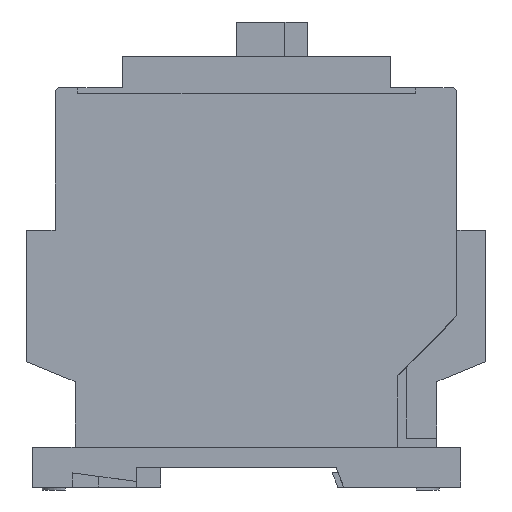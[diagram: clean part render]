
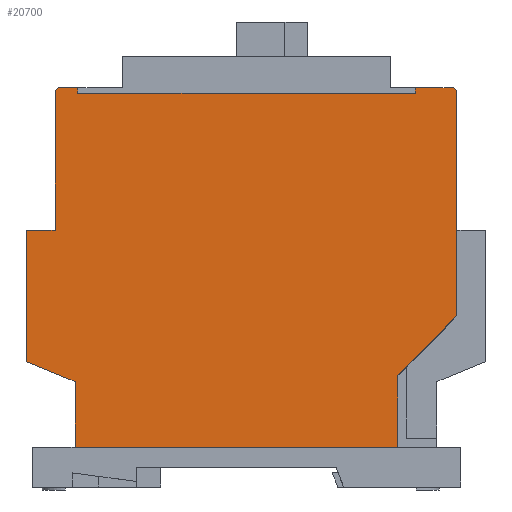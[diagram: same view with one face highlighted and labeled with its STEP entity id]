
A CAD part, left-side view. The second image highlights one B-rep face of the part: STEP entity #20700.
In plain terms, the highlighted planar face has unit normal (-1, 0, 0).
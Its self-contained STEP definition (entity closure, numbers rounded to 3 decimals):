
#12425=DIRECTION('',(0.,-1.,0.));
#12426=VECTOR('',#12425,56.505);
#12427=CARTESIAN_POINT('',(-22.52,30.05,
7.025));
#12428=LINE('',#12427,#12426);
#12435=CARTESIAN_POINT('',(-22.52,-26.455,
7.024));
#13339=DIRECTION('',(0.,0.,1.));
#13340=VECTOR('',#13339,39.);
#13341=CARTESIAN_POINT('',(-22.52,-36.856,
30.024));
#13342=LINE('',#13341,#13340);
#13435=DIRECTION('',(0.,-1.,0.));
#13436=VECTOR('',#13435,59.1);
#13437=CARTESIAN_POINT('',(-22.52,29.55,
69.024));
#13438=LINE('',#13437,#13436);
#13442=DIRECTION('',(0.,0.,1.));
#13443=VECTOR('',#13442,1.);
#13444=CARTESIAN_POINT('',(-22.52,-29.55,
69.024));
#13445=LINE('',#13444,#13443);
#13449=CARTESIAN_POINT('',(-22.52,-35.856,
69.024));
#13450=DIRECTION('',(1.,0.,0.));
#13451=DIRECTION('',(0.,0.,1.));
#13452=AXIS2_PLACEMENT_3D('',#13449,#13450,#13451);
#13457=DIRECTION('',(0.,0.704,-0.71));
#13458=VECTOR('',#13457,14.78);
#13459=CARTESIAN_POINT('',(-22.52,-36.856,
30.024));
#13460=LINE('',#13459,#13458);
#13464=DIRECTION('',(0.,0.,-1.));
#13465=VECTOR('',#13464,12.499);
#13466=CARTESIAN_POINT('',(-22.52,-26.455,
19.524));
#13467=LINE('',#13466,#13465);
#13471=DIRECTION('',(0.,0.,1.));
#13472=VECTOR('',#13471,11.499);
#13473=CARTESIAN_POINT('',(-22.52,30.05,
7.025));
#13474=LINE('',#13473,#13472);
#13478=DIRECTION('',(0.,0.925,0.381));
#13479=VECTOR('',#13478,9.192);
#13480=CARTESIAN_POINT('',(-22.52,30.05,
18.524));
#13481=LINE('',#13480,#13479);
#13485=DIRECTION('',(0.,-1.,0.));
#13486=VECTOR('',#13485,5.);
#13487=CARTESIAN_POINT('',(-22.52,38.55,
45.024));
#13488=LINE('',#13487,#13486);
#13492=DIRECTION('',(0.,0.,1.));
#13493=VECTOR('',#13492,24.);
#13494=CARTESIAN_POINT('',(-22.52,33.55,
45.024));
#13495=LINE('',#13494,#13493);
#13499=CARTESIAN_POINT('',(-22.52,32.55,
69.024));
#13500=DIRECTION('',(1.,0.,0.));
#13501=DIRECTION('',(0.,1.,0.));
#13502=AXIS2_PLACEMENT_3D('',#13499,#13500,#13501);
#13592=DIRECTION('',(0.,1.,0.));
#13593=VECTOR('',#13592,6.306);
#13594=CARTESIAN_POINT('',(-22.52,-35.856,
70.024));
#13595=LINE('',#13594,#13593);
#13599=DIRECTION('',(0.,0.,1.));
#13600=VECTOR('',#13599,1.);
#13601=CARTESIAN_POINT('',(-22.52,29.55,
69.024));
#13602=LINE('',#13601,#13600);
#13613=DIRECTION('',(0.,1.,0.));
#13614=VECTOR('',#13613,3.);
#13615=CARTESIAN_POINT('',(-22.52,29.55,
70.024));
#13616=LINE('',#13615,#13614);
#13690=DIRECTION('',(0.,0.,-1.));
#13691=VECTOR('',#13690,23.);
#13692=CARTESIAN_POINT('',(-22.52,38.55,
45.024));
#13693=LINE('',#13692,#13691);
#17072=CARTESIAN_POINT('',(-22.52,30.05,
18.524));
#17073=VERTEX_POINT('',#17072);
#17074=CARTESIAN_POINT('',(-22.52,30.05,
7.025));
#17075=VERTEX_POINT('',#17074);
#17257=VERTEX_POINT('',#12435);
#17262=CARTESIAN_POINT('',(-22.52,-26.455,
19.524));
#17263=VERTEX_POINT('',#17262);
#17407=CARTESIAN_POINT('',(-22.52,29.55,
70.024));
#17409=VERTEX_POINT('',#17407);
#17410=CARTESIAN_POINT('',(-22.52,32.55,
70.024));
#17411=VERTEX_POINT('',#17410);
#17415=CARTESIAN_POINT('',(-22.52,-29.55,
70.024));
#17417=VERTEX_POINT('',#17415);
#17420=CARTESIAN_POINT('',(-22.52,-35.856,
70.024));
#17421=VERTEX_POINT('',#17420);
#17486=CARTESIAN_POINT('',(-22.52,-36.856,
30.024));
#17487=VERTEX_POINT('',#17486);
#17488=CARTESIAN_POINT('',(-22.52,-36.856,
69.024));
#17489=VERTEX_POINT('',#17488);
#17496=CARTESIAN_POINT('',(-22.52,-29.55,
69.024));
#17497=VERTEX_POINT('',#17496);
#17498=CARTESIAN_POINT('',(-22.52,29.55,
69.024));
#17499=VERTEX_POINT('',#17498);
#17500=CARTESIAN_POINT('',(-22.52,38.55,
22.024));
#17501=VERTEX_POINT('',#17500);
#17502=CARTESIAN_POINT('',(-22.52,38.55,
45.024));
#17503=VERTEX_POINT('',#17502);
#17504=CARTESIAN_POINT('',(-22.52,33.55,
45.024));
#17505=VERTEX_POINT('',#17504);
#17506=CARTESIAN_POINT('',(-22.52,33.55,
69.024));
#17507=VERTEX_POINT('',#17506);
#20666=CARTESIAN_POINT('',(-22.52,3.698,
0.712));
#20667=DIRECTION('',(-1.,0.,0.));
#20668=DIRECTION('',(0.,1.,0.));
#20669=AXIS2_PLACEMENT_3D('',#20666,#20667,#20668);
#20670=PLANE('',#20669);
#20672=ORIENTED_EDGE('',*,*,#20671,.T.);
#20674=ORIENTED_EDGE('',*,*,#20673,.T.);
#20676=ORIENTED_EDGE('',*,*,#20675,.F.);
#20678=ORIENTED_EDGE('',*,*,#20677,.T.);
#20679=ORIENTED_EDGE('',*,*,#20564,.F.);
#20680=ORIENTED_EDGE('',*,*,#20652,.T.);
#20681=ORIENTED_EDGE('',*,*,#19593,.T.);
#20682=ORIENTED_EDGE('',*,*,#19571,.F.);
#20683=ORIENTED_EDGE('',*,*,#18517,.T.);
#20685=ORIENTED_EDGE('',*,*,#20684,.T.);
#20687=ORIENTED_EDGE('',*,*,#20686,.F.);
#20689=ORIENTED_EDGE('',*,*,#20688,.T.);
#20691=ORIENTED_EDGE('',*,*,#20690,.T.);
#20693=ORIENTED_EDGE('',*,*,#20692,.T.);
#20695=ORIENTED_EDGE('',*,*,#20694,.F.);
#20697=ORIENTED_EDGE('',*,*,#20696,.F.);
#20698=EDGE_LOOP('',(#20672,#20674,#20676,#20678,#20679,#20680,#20681,#20682,
#20683,#20685,#20687,#20689,#20691,#20693,#20695,#20697));
#20699=FACE_OUTER_BOUND('',#20698,.F.);
#13453=CIRCLE('',#13452,1.);
#13503=CIRCLE('',#13502,1.);
#18517=EDGE_CURVE('',#17075,#17073,#13474,.T.);
#19571=EDGE_CURVE('',#17075,#17257,#12428,.T.);
#19593=EDGE_CURVE('',#17263,#17257,#13467,.T.);
#20564=EDGE_CURVE('',#17487,#17489,#13342,.T.);
#20652=EDGE_CURVE('',#17487,#17263,#13460,.T.);
#20671=EDGE_CURVE('',#17499,#17497,#13438,.T.);
#20673=EDGE_CURVE('',#17497,#17417,#13445,.T.);
#20675=EDGE_CURVE('',#17421,#17417,#13595,.T.);
#20677=EDGE_CURVE('',#17421,#17489,#13453,.T.);
#20684=EDGE_CURVE('',#17073,#17501,#13481,.T.);
#20686=EDGE_CURVE('',#17503,#17501,#13693,.T.);
#20688=EDGE_CURVE('',#17503,#17505,#13488,.T.);
#20690=EDGE_CURVE('',#17505,#17507,#13495,.T.);
#20692=EDGE_CURVE('',#17507,#17411,#13503,.T.);
#20694=EDGE_CURVE('',#17409,#17411,#13616,.T.);
#20696=EDGE_CURVE('',#17499,#17409,#13602,.T.);
#20700=ADVANCED_FACE('',(#20699),#20670,.T.);
